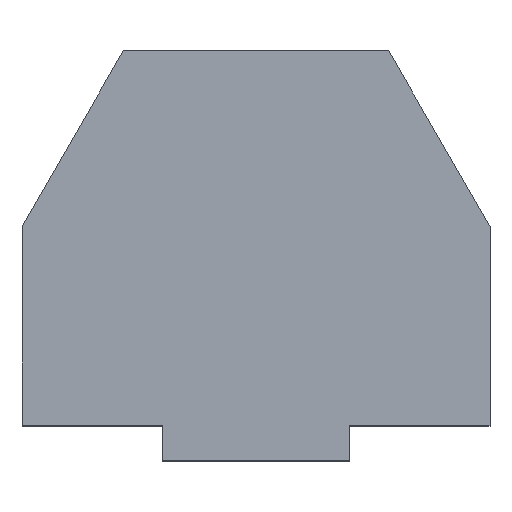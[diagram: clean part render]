
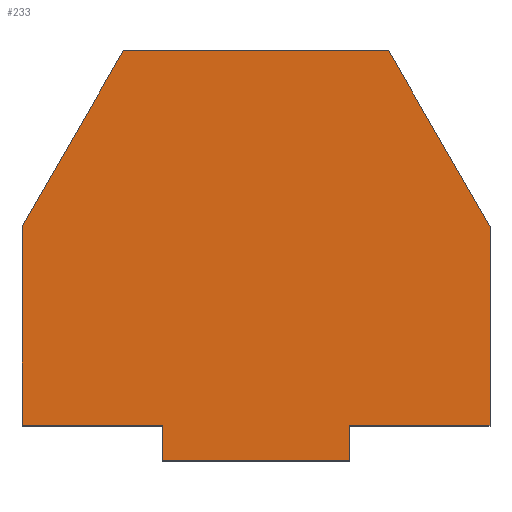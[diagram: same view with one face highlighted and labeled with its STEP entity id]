
A CAD part, top view. The second image highlights one B-rep face of the part: STEP entity #233.
In plain terms, the highlighted planar face has unit normal (0, 0, 1).
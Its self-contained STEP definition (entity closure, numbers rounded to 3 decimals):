
#27=FACE_OUTER_BOUND('',#39,.T.);
#39=EDGE_LOOP('',(#200,#201,#202,#203,#204,#205,#206,#207,#208,#209));
#50=LINE('',#350,#80);
#53=LINE('',#355,#83);
#55=LINE('',#359,#85);
#57=LINE('',#363,#87);
#59=LINE('',#367,#89);
#61=LINE('',#371,#91);
#63=LINE('',#375,#93);
#65=LINE('',#379,#95);
#67=LINE('',#383,#97);
#69=LINE('',#386,#99);
#80=VECTOR('',#285,10.);
#83=VECTOR('',#290,10.);
#85=VECTOR('',#294,10.);
#87=VECTOR('',#298,10.);
#89=VECTOR('',#302,10.);
#91=VECTOR('',#306,10.);
#93=VECTOR('',#310,10.);
#95=VECTOR('',#314,10.);
#97=VECTOR('',#318,10.);
#99=VECTOR('',#322,10.);
#110=VERTEX_POINT('',#348);
#111=VERTEX_POINT('',#349);
#112=VERTEX_POINT('',#354);
#113=VERTEX_POINT('',#358);
#114=VERTEX_POINT('',#362);
#115=VERTEX_POINT('',#366);
#116=VERTEX_POINT('',#370);
#117=VERTEX_POINT('',#374);
#118=VERTEX_POINT('',#378);
#119=VERTEX_POINT('',#382);
#130=EDGE_CURVE('',#110,#111,#50,.T.);
#133=EDGE_CURVE('',#111,#112,#53,.T.);
#135=EDGE_CURVE('',#112,#113,#55,.T.);
#137=EDGE_CURVE('',#113,#114,#57,.T.);
#139=EDGE_CURVE('',#114,#115,#59,.T.);
#141=EDGE_CURVE('',#115,#116,#61,.T.);
#143=EDGE_CURVE('',#116,#117,#63,.T.);
#145=EDGE_CURVE('',#117,#118,#65,.T.);
#147=EDGE_CURVE('',#118,#119,#67,.T.);
#149=EDGE_CURVE('',#119,#110,#69,.T.);
#200=ORIENTED_EDGE('',*,*,#130,.F.);
#201=ORIENTED_EDGE('',*,*,#149,.F.);
#202=ORIENTED_EDGE('',*,*,#147,.F.);
#203=ORIENTED_EDGE('',*,*,#145,.F.);
#204=ORIENTED_EDGE('',*,*,#143,.F.);
#205=ORIENTED_EDGE('',*,*,#141,.F.);
#206=ORIENTED_EDGE('',*,*,#139,.F.);
#207=ORIENTED_EDGE('',*,*,#137,.F.);
#208=ORIENTED_EDGE('',*,*,#135,.F.);
#209=ORIENTED_EDGE('',*,*,#133,.F.);
#221=PLANE('',#268);
#233=ADVANCED_FACE('',(#27),#221,.T.);
#268=AXIS2_PLACEMENT_3D('',#387,#323,#324);
#285=DIRECTION('',(0.,-1.,0.));
#290=DIRECTION('',(-1.,0.,0.));
#294=DIRECTION('',(0.,1.,0.));
#298=DIRECTION('',(-1.,0.,0.));
#302=DIRECTION('',(0.,1.,0.));
#306=DIRECTION('',(0.5,0.866,0.));
#310=DIRECTION('',(1.,0.,0.));
#314=DIRECTION('',(0.5,-0.866,0.));
#318=DIRECTION('',(0.,-1.,0.));
#322=DIRECTION('',(-1.,0.,0.));
#323=DIRECTION('center_axis',(0.,0.,1.));
#324=DIRECTION('ref_axis',(1.,0.,0.));
#348=CARTESIAN_POINT('',(4.,-8.,9.));
#349=CARTESIAN_POINT('',(4.,-9.5,9.));
#350=CARTESIAN_POINT('',(4.,-8.,9.));
#354=CARTESIAN_POINT('',(-4.,-9.5,9.));
#355=CARTESIAN_POINT('',(4.,-9.5,9.));
#358=CARTESIAN_POINT('',(-4.,-8.,9.));
#359=CARTESIAN_POINT('',(-4.,-9.5,9.));
#362=CARTESIAN_POINT('',(-10.,-8.,9.));
#363=CARTESIAN_POINT('',(-4.,-8.,9.));
#366=CARTESIAN_POINT('',(-10.,0.5,9.));
#367=CARTESIAN_POINT('',(-10.,-8.,9.));
#370=CARTESIAN_POINT('',(-5.67,8.,9.));
#371=CARTESIAN_POINT('',(-10.,0.5,9.));
#374=CARTESIAN_POINT('',(5.67,8.,9.));
#375=CARTESIAN_POINT('',(-5.67,8.,9.));
#378=CARTESIAN_POINT('',(10.,0.5,9.));
#379=CARTESIAN_POINT('',(5.67,8.,9.));
#382=CARTESIAN_POINT('',(10.,-8.,9.));
#383=CARTESIAN_POINT('',(10.,0.5,9.));
#386=CARTESIAN_POINT('',(10.,-8.,9.));
#387=CARTESIAN_POINT('Origin',(0.,-1.423,
9.));
